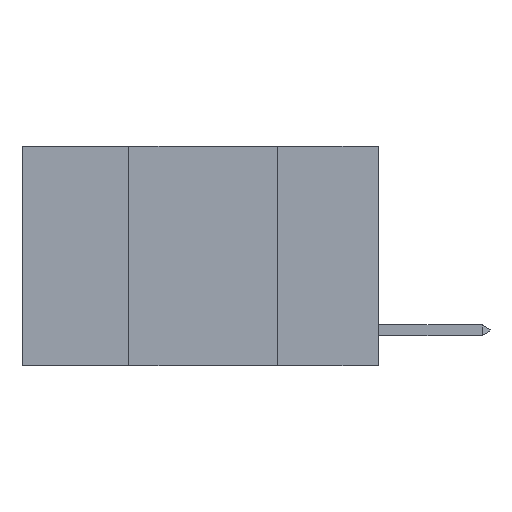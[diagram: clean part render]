
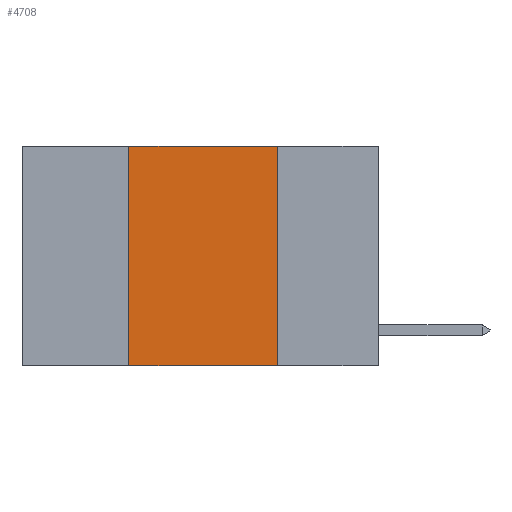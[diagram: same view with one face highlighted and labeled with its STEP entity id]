
A CAD part, left-side view. The second image highlights one B-rep face of the part: STEP entity #4708.
In plain terms, the highlighted planar face has unit normal (-1, 0, 0).
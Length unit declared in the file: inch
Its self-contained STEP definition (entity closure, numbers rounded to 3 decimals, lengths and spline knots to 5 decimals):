
#572 = DIRECTION ( 'NONE',  ( 0., -1., 0. ) ) ;
#1308 = DIRECTION ( 'NONE',  ( 0., -1., 0. ) ) ;
#1420 = CARTESIAN_POINT ( 'NONE',  ( 0., 0.6, 0. ) ) ;
#1680 = LINE ( 'NONE', #6626, #7571 ) ;
#2062 = VECTOR ( 'NONE', #1308, 39.37008 ) ;
#2070 = LINE ( 'NONE', #5933, #2062 ) ;
#2252 = CARTESIAN_POINT ( 'NONE',  ( 0., 0.17, -0.37 ) ) ;
#2277 = VERTEX_POINT ( 'NONE', #2252 ) ;
#2362 = LINE ( 'NONE', #4336, #5796 ) ;
#2559 = FACE_OUTER_BOUND ( 'NONE', #8000, .T. ) ;
#2682 = ORIENTED_EDGE ( 'NONE', *, *, #6983, .F. ) ;
#3223 = ORIENTED_EDGE ( 'NONE', *, *, #5404, .T. ) ;
#3441 = VERTEX_POINT ( 'NONE', #6265 ) ;
#3444 = DIRECTION ( 'NONE',  ( 0., 0., 1. ) ) ;
#3964 = DIRECTION ( 'NONE',  ( 0., 0., -1. ) ) ;
#4269 = DIRECTION ( 'NONE',  ( 0., 0., -1. ) ) ;
#4336 = CARTESIAN_POINT ( 'NONE',  ( 0., 0.6, -0.37 ) ) ;
#4636 = ORIENTED_EDGE ( 'NONE', *, *, #6746, .F. ) ;
#4708 = ADVANCED_FACE ( 'NONE', ( #2559 ), #7766, .F. ) ;
#4873 = CARTESIAN_POINT ( 'NONE',  ( 0., 0.17, 0. ) ) ;
#5231 = VERTEX_POINT ( 'NONE', #7301 ) ;
#5404 = EDGE_CURVE ( 'NONE', #3441, #2277, #2362, .T. ) ;
#5796 = VECTOR ( 'NONE', #572, 39.37008 ) ;
#5933 = CARTESIAN_POINT ( 'NONE',  ( 0., 0.6, 0. ) ) ;
#6130 = VERTEX_POINT ( 'NONE', #7474 ) ;
#6265 = CARTESIAN_POINT ( 'NONE',  ( 0., 0.42, -0.37 ) ) ;
#6626 = CARTESIAN_POINT ( 'NONE',  ( 0., 0.42, 0. ) ) ;
#6746 = EDGE_CURVE ( 'NONE', #6130, #5231, #2070, .T. ) ;
#6880 = EDGE_CURVE ( 'NONE', #5231, #2277, #6897, .T. ) ;
#6897 = LINE ( 'NONE', #4873, #7440 ) ;
#6947 = ORIENTED_EDGE ( 'NONE', *, *, #6880, .F. ) ;
#6983 = EDGE_CURVE ( 'NONE', #3441, #6130, #1680, .T. ) ;
#7186 = DIRECTION ( 'NONE',  ( 1., 0., 0. ) ) ;
#7301 = CARTESIAN_POINT ( 'NONE',  ( 0., 0.17, 0. ) ) ;
#7412 = AXIS2_PLACEMENT_3D ( 'NONE', #1420, #7186, #3964 ) ;
#7440 = VECTOR ( 'NONE', #4269, 39.37008 ) ;
#7474 = CARTESIAN_POINT ( 'NONE',  ( 0., 0.42, 0. ) ) ;
#7571 = VECTOR ( 'NONE', #3444, 39.37008 ) ;
#7766 = PLANE ( 'NONE',  #7412 ) ;
#8000 = EDGE_LOOP ( 'NONE', ( #6947, #4636, #2682, #3223 ) ) ;
